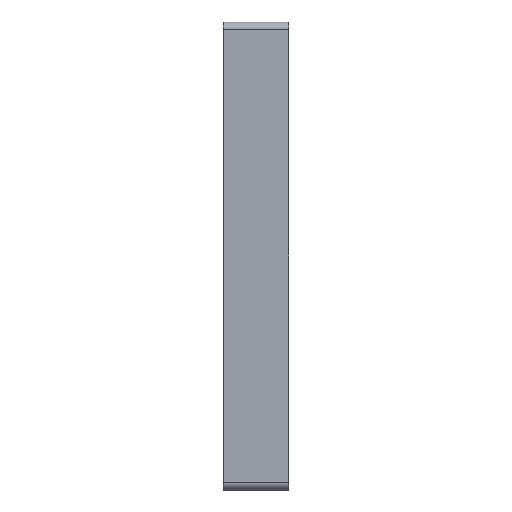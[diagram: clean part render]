
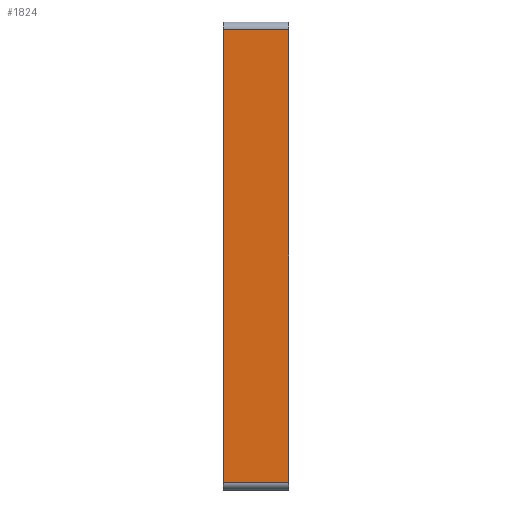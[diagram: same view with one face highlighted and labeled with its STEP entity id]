
A CAD part, left-side view. The second image highlights one B-rep face of the part: STEP entity #1824.
In plain terms, the highlighted planar face has unit normal (-1, 0, 0).
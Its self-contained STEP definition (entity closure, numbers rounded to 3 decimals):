
#39 = DIRECTION ( 'NONE',  ( -1., 0., 0. ) ) ;
#149 = CARTESIAN_POINT ( 'NONE',  ( -150., 42., 145. ) ) ;
#190 = VERTEX_POINT ( 'NONE', #2555 ) ;
#293 = CARTESIAN_POINT ( 'NONE',  ( -150., 2., 0. ) ) ;
#482 = FACE_OUTER_BOUND ( 'NONE', #1255, .T. ) ;
#502 = AXIS2_PLACEMENT_3D ( 'NONE', #293, #39, #1278 ) ;
#527 = CARTESIAN_POINT ( 'NONE',  ( -150., 42., 0. ) ) ;
#724 = LINE ( 'NONE', #1377, #2023 ) ;
#766 = DIRECTION ( 'NONE',  ( 0., 0., -1. ) ) ;
#788 = CARTESIAN_POINT ( 'NONE',  ( -150., 0., -145. ) ) ;
#832 = ORIENTED_EDGE ( 'NONE', *, *, #1894, .F. ) ;
#870 = VECTOR ( 'NONE', #1129, 1000. ) ;
#936 = VERTEX_POINT ( 'NONE', #788 ) ;
#969 = LINE ( 'NONE', #527, #1154 ) ;
#1023 = CARTESIAN_POINT ( 'NONE',  ( -150., 0., 145. ) ) ;
#1072 = CARTESIAN_POINT ( 'NONE',  ( -150., 2., 145. ) ) ;
#1129 = DIRECTION ( 'NONE',  ( 0., -1., 0. ) ) ;
#1154 = VECTOR ( 'NONE', #2424, 1000. ) ;
#1255 = EDGE_LOOP ( 'NONE', ( #832, #2473, #2095, #2682 ) ) ;
#1278 = DIRECTION ( 'NONE',  ( 0., 0., 1. ) ) ;
#1377 = CARTESIAN_POINT ( 'NONE',  ( -150., 0., 0. ) ) ;
#1570 = VERTEX_POINT ( 'NONE', #149 ) ;
#1604 = EDGE_CURVE ( 'NONE', #1570, #190, #969, .T. ) ;
#1659 = VECTOR ( 'NONE', #1837, 1000. ) ;
#1695 = VERTEX_POINT ( 'NONE', #1023 ) ;
#1813 = CARTESIAN_POINT ( 'NONE',  ( -150., 2., -145. ) ) ;
#1824 = ADVANCED_FACE ( 'NONE', ( #482 ), #2563, .T. ) ;
#1837 = DIRECTION ( 'NONE',  ( 0., -1., 0. ) ) ;
#1894 = EDGE_CURVE ( 'NONE', #1695, #936, #724, .T. ) ;
#2020 = EDGE_CURVE ( 'NONE', #1570, #1695, #2519, .T. ) ;
#2023 = VECTOR ( 'NONE', #766, 1000. ) ;
#2095 = ORIENTED_EDGE ( 'NONE', *, *, #1604, .T. ) ;
#2216 = LINE ( 'NONE', #1813, #1659 ) ;
#2424 = DIRECTION ( 'NONE',  ( 0., 0., -1. ) ) ;
#2473 = ORIENTED_EDGE ( 'NONE', *, *, #2020, .F. ) ;
#2515 = EDGE_CURVE ( 'NONE', #190, #936, #2216, .T. ) ;
#2519 = LINE ( 'NONE', #1072, #870 ) ;
#2555 = CARTESIAN_POINT ( 'NONE',  ( -150., 42., -145. ) ) ;
#2563 = PLANE ( 'NONE',  #502 ) ;
#2682 = ORIENTED_EDGE ( 'NONE', *, *, #2515, .T. ) ;
